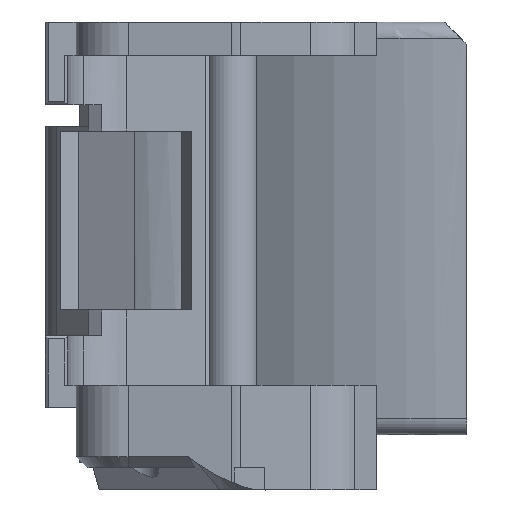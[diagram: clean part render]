
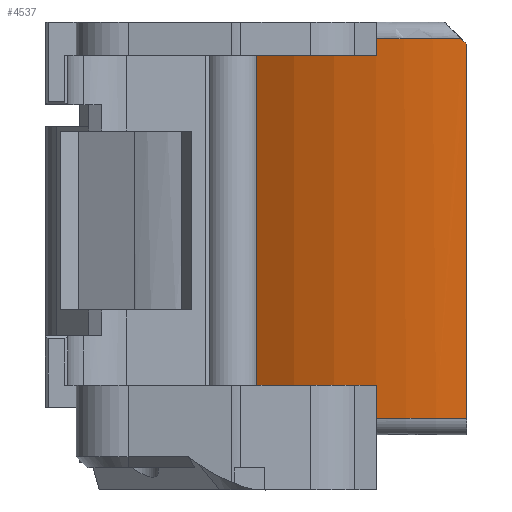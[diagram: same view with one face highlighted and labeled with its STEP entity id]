
A CAD part, left-side view. The second image highlights one B-rep face of the part: STEP entity #4537.
In plain terms, the highlighted cylindrical face has radius 64.5 mm (diameter 129 mm), a partial arc.
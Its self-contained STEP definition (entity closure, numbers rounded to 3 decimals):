
#16=ELLIPSE('',#4825,91.217,64.5);
#49=CYLINDRICAL_SURFACE('',#4826,64.5);
#125=CIRCLE('',#4823,64.5);
#126=CIRCLE('',#4827,64.5);
#127=CIRCLE('',#4828,64.5);
#128=CIRCLE('',#4829,64.5);
#299=FACE_OUTER_BOUND('',#540,.T.);
#540=EDGE_LOOP('',(#3170,#3171,#3172,#3173,#3174,#3175,#3176,#3177,#3178));
#881=LINE('',#6824,#1398);
#882=LINE('',#6828,#1399);
#883=LINE('',#6832,#1400);
#884=LINE('',#6835,#1401);
#1398=VECTOR('',#5405,10.);
#1399=VECTOR('',#5408,10.);
#1400=VECTOR('',#5411,10.);
#1401=VECTOR('',#5414,10.);
#1913=VERTEX_POINT('',#6788);
#1916=VERTEX_POINT('',#6802);
#1917=VERTEX_POINT('',#6815);
#1920=VERTEX_POINT('',#6823);
#1921=VERTEX_POINT('',#6825);
#1922=VERTEX_POINT('',#6827);
#1923=VERTEX_POINT('',#6829);
#1924=VERTEX_POINT('',#6831);
#1925=VERTEX_POINT('',#6833);
#2403=EDGE_CURVE('',#1916,#1913,#125,.T.);
#2404=EDGE_CURVE('',#1913,#1917,#16,.T.);
#2408=EDGE_CURVE('',#1916,#1920,#881,.T.);
#2409=EDGE_CURVE('',#1921,#1920,#126,.T.);
#2410=EDGE_CURVE('',#1921,#1922,#882,.T.);
#2411=EDGE_CURVE('',#1922,#1923,#127,.T.);
#2412=EDGE_CURVE('',#1923,#1924,#883,.T.);
#2413=EDGE_CURVE('',#1925,#1924,#128,.T.);
#2414=EDGE_CURVE('',#1925,#1917,#884,.T.);
#3170=ORIENTED_EDGE('',*,*,#2403,.F.);
#3171=ORIENTED_EDGE('',*,*,#2408,.T.);
#3172=ORIENTED_EDGE('',*,*,#2409,.F.);
#3173=ORIENTED_EDGE('',*,*,#2410,.T.);
#3174=ORIENTED_EDGE('',*,*,#2411,.T.);
#3175=ORIENTED_EDGE('',*,*,#2412,.T.);
#3176=ORIENTED_EDGE('',*,*,#2413,.F.);
#3177=ORIENTED_EDGE('',*,*,#2414,.T.);
#3178=ORIENTED_EDGE('',*,*,#2404,.F.);
#4537=ADVANCED_FACE('',(#299),#49,.T.);
#4823=AXIS2_PLACEMENT_3D('',#6813,#5394,#5395);
#4825=AXIS2_PLACEMENT_3D('',#6816,#5398,#5399);
#4826=AXIS2_PLACEMENT_3D('',#6822,#5403,#5404);
#4827=AXIS2_PLACEMENT_3D('',#6826,#5406,#5407);
#4828=AXIS2_PLACEMENT_3D('',#6830,#5409,#5410);
#4829=AXIS2_PLACEMENT_3D('',#6834,#5412,#5413);
#5394=DIRECTION('center_axis',(0.,0.,1.));
#5395=DIRECTION('ref_axis',(-0.987,0.159,0.));
#5398=DIRECTION('center_axis',(0.,-0.707,0.707));
#5399=DIRECTION('ref_axis',(0.,0.707,0.707));
#5403=DIRECTION('center_axis',(0.,0.,1.));
#5404=DIRECTION('ref_axis',(1.,0.,0.));
#5405=DIRECTION('',(0.,0.,-1.));
#5406=DIRECTION('center_axis',(0.,0.,1.));
#5407=DIRECTION('ref_axis',(0.941,-0.338,0.));
#5408=DIRECTION('',(0.,0.,-1.));
#5409=DIRECTION('center_axis',(0.,0.,
1.));
#5410=DIRECTION('ref_axis',(-1.,0.,0.));
#5411=DIRECTION('',(0.,0.,-1.));
#5412=DIRECTION('center_axis',(0.,0.,
-1.));
#5413=DIRECTION('ref_axis',(-0.992,0.128,0.));
#5414=DIRECTION('',(0.,0.,1.));
#6788=CARTESIAN_POINT('',(-64.492,1.,59.1));
#6802=CARTESIAN_POINT('',(-62.382,16.395,59.1));
#6813=CARTESIAN_POINT('Origin',(0.,0.,59.1));
#6815=CARTESIAN_POINT('',(-64.5,0.,58.1));
#6816=CARTESIAN_POINT('Origin',(0.,0.,58.1));
#6822=CARTESIAN_POINT('Origin',(0.,0.,0.));
#6823=CARTESIAN_POINT('',(-62.382,16.395,56.1));
#6824=CARTESIAN_POINT('',(-62.382,16.395,0.));
#6825=CARTESIAN_POINT('',(-51.951,38.228,56.1));
#6826=CARTESIAN_POINT('Origin',(0.,0.,56.1));
#6827=CARTESIAN_POINT('',(-51.951,38.228,-3.9));
#6828=CARTESIAN_POINT('',(-51.951,38.228,56.1));
#6829=CARTESIAN_POINT('',(-62.382,16.395,-3.9));
#6830=CARTESIAN_POINT('Origin',(0.,0.,-3.9));
#6831=CARTESIAN_POINT('',(-62.382,16.395,-9.9));
#6832=CARTESIAN_POINT('',(-62.382,16.395,-3.9));
#6833=CARTESIAN_POINT('',(-64.5,0.,-9.9));
#6834=CARTESIAN_POINT('Origin',(0.,0.,-9.9));
#6835=CARTESIAN_POINT('',(-64.5,0.,0.));
